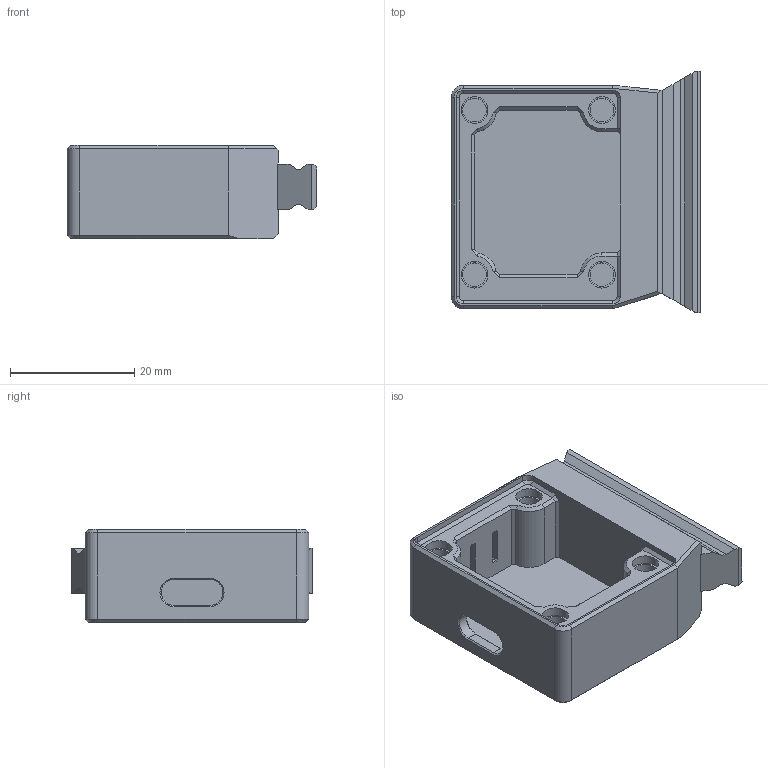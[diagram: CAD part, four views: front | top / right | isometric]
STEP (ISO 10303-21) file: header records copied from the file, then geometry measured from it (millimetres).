
FILE_DESCRIPTION(/* description */ ('STEP AP242','CAx-IF Rec.Pracs.---Representation and Presentation of Product Manufacturing Information (PMI)---4.0---2014-10-13','CAx-IF Rec.Pracs.---3D Tessellated Geometry---0.4---2014-09-14','2;1'),/* implementation_level */ '2;1');
FILE_NAME(/* name */ '6696805abcf7dc44045a9ef1',/* time_stamp */ '2024-07-16T14:14:51Z',/* author */ (''),/* organization */ (''),/* preprocessor_version */ 'ST-DEVELOPER v20',/* originating_system */ ' ',/* authorisation */ ' ');
FILE_SCHEMA (('AP242_MANAGED_MODEL_BASED_3D_ENGINEERING_MIM_LF { 1 0 10303 442 1 1 4 }'));
Length unit declared in the file: metre
Products named in the file (1): Joystick Module
Bounding box: 40.15 x 38.83 x 15 mm (x, y, z)
Volume: 10835.7 mm3; surface area: 6820.1 mm2
Topology: 1 solids, 1 shells, 155 faces, 376 edges, 231 vertices
Faces by surface type: plane 113, cylinder 20, cone 16, bspline 6
Full cylindrical faces by diameter (mm): 3.8 x4, 4.3 x4
Entity records: 4420 total; most frequent: CARTESIAN_POINT 809, ORIENTED_EDGE 736, DIRECTION 712, EDGE_CURVE 368, LINE 300, VECTOR 300, VERTEX_POINT 231, AXIS2_PLACEMENT_3D 206
